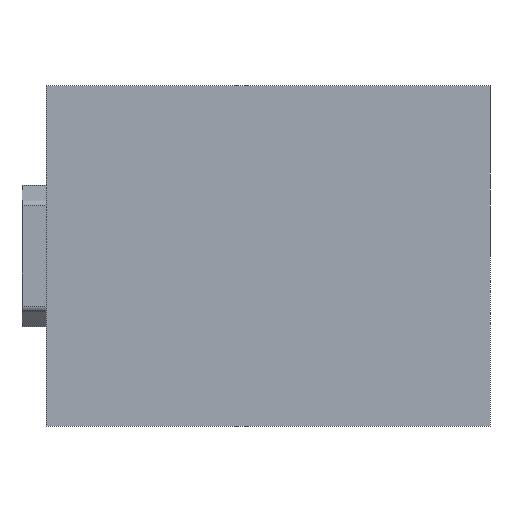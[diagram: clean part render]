
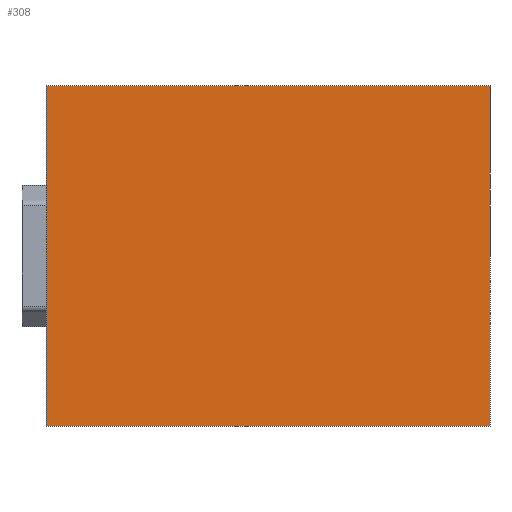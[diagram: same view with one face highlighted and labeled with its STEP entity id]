
A CAD part, front view. The second image highlights one B-rep face of the part: STEP entity #308.
In plain terms, the highlighted planar face has unit normal (0, -1, 0).
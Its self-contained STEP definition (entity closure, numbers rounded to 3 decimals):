
#26=PLANE('',#346);
#42=FACE_OUTER_BOUND('',#58,.T.);
#58=EDGE_LOOP('',(#285,#286,#287,#288));
#80=LINE('',#494,#114);
#84=LINE('',#502,#118);
#87=LINE('',#508,#121);
#90=LINE('',#513,#124);
#114=VECTOR('',#408,10.);
#118=VECTOR('',#414,10.);
#121=VECTOR('',#419,10.);
#124=VECTOR('',#424,10.);
#155=VERTEX_POINT('',#492);
#156=VERTEX_POINT('',#493);
#159=VERTEX_POINT('',#501);
#161=VERTEX_POINT('',#507);
#192=EDGE_CURVE('',#155,#156,#80,.T.);
#196=EDGE_CURVE('',#159,#155,#84,.T.);
#199=EDGE_CURVE('',#161,#159,#87,.T.);
#202=EDGE_CURVE('',#156,#161,#90,.T.);
#285=ORIENTED_EDGE('',*,*,#202,.F.);
#286=ORIENTED_EDGE('',*,*,#192,.F.);
#287=ORIENTED_EDGE('',*,*,#196,.F.);
#288=ORIENTED_EDGE('',*,*,#199,.F.);
#308=ADVANCED_FACE('',(#42),#26,.F.);
#346=AXIS2_PLACEMENT_3D('',#517,#429,#430);
#408=DIRECTION('',(-1.,0.,0.));
#414=DIRECTION('',(0.,0.,-1.));
#419=DIRECTION('',(1.,0.,0.));
#424=DIRECTION('',(0.,0.,1.));
#429=DIRECTION('center_axis',(0.,1.,0.));
#430=DIRECTION('ref_axis',(1.,0.,0.));
#492=CARTESIAN_POINT('',(22.2,0.,-17.));
#493=CARTESIAN_POINT('',(0.,0.,-17.));
#494=CARTESIAN_POINT('',(22.2,0.,-17.));
#501=CARTESIAN_POINT('',(22.2,0.,0.));
#502=CARTESIAN_POINT('',(22.2,0.,0.));
#507=CARTESIAN_POINT('',(0.,0.,0.));
#508=CARTESIAN_POINT('',(0.,0.,0.));
#513=CARTESIAN_POINT('',(0.,0.,-17.));
#517=CARTESIAN_POINT('Origin',(11.1,0.,-8.5));
